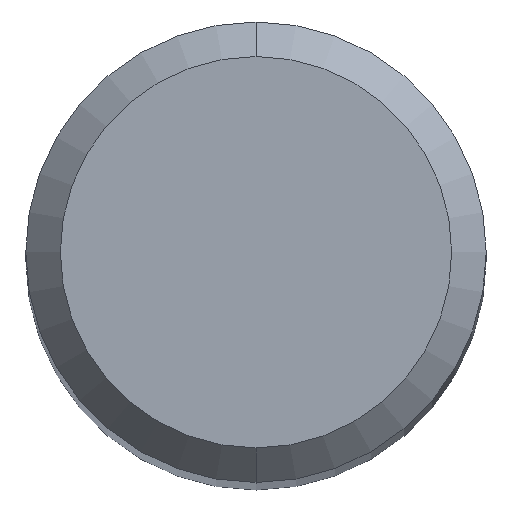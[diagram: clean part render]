
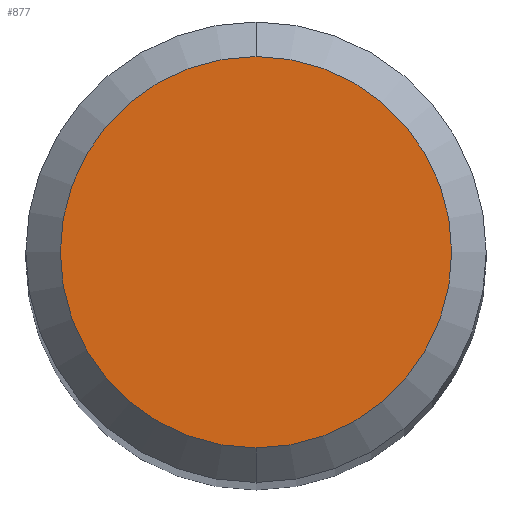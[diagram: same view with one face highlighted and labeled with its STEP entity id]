
A CAD part, top view. The second image highlights one B-rep face of the part: STEP entity #877.
In plain terms, the highlighted planar face has unit normal (0, 0, 1).
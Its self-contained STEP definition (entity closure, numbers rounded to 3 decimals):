
#411=EDGE_CURVE('',#443,#871,#1096,.T.);
#443=VERTEX_POINT('',#1131);
#871=VERTEX_POINT('',#1595);
#877=ADVANCED_FACE('',(#1602),#1603,.T.);
#961=EDGE_CURVE('',#871,#443,#1696,.T.);
#1096=CIRCLE('',#2010,1.7);
#1131=CARTESIAN_POINT('',(0.0,1.7,0.0));
#1595=CARTESIAN_POINT('',(0.,-1.7,0.0));
#1602=FACE_OUTER_BOUND('',#4562,.T.);
#1603=PLANE('',#4563);
#1696=CIRCLE('',#5031,1.7);
#2010=AXIS2_PLACEMENT_3D('',#5260,#5261,#5262);
#4562=EDGE_LOOP('',(#5748,#5749));
#4563=AXIS2_PLACEMENT_3D('',#5750,#5751,#5752);
#5031=AXIS2_PLACEMENT_3D('',#5857,#5858,#5859);
#5260=CARTESIAN_POINT('',(0.0,0.0,0.0));
#5261=DIRECTION('',(0.0,0.0,-1.0));
#5262=DIRECTION('',(0.0,1.0,0.0));
#5748=ORIENTED_EDGE('',*,*,#411,.F.);
#5749=ORIENTED_EDGE('',*,*,#961,.F.);
#5750=CARTESIAN_POINT('',(0.0,0.85,0.0));
#5751=DIRECTION('',(-0.0,0.0,1.0));
#5752=DIRECTION('',(0.0,-1.0,0.0));
#5857=CARTESIAN_POINT('',(0.0,0.0,0.0));
#5858=DIRECTION('',(0.0,0.0,-1.0));
#5859=DIRECTION('',(0.0,1.0,0.0));
